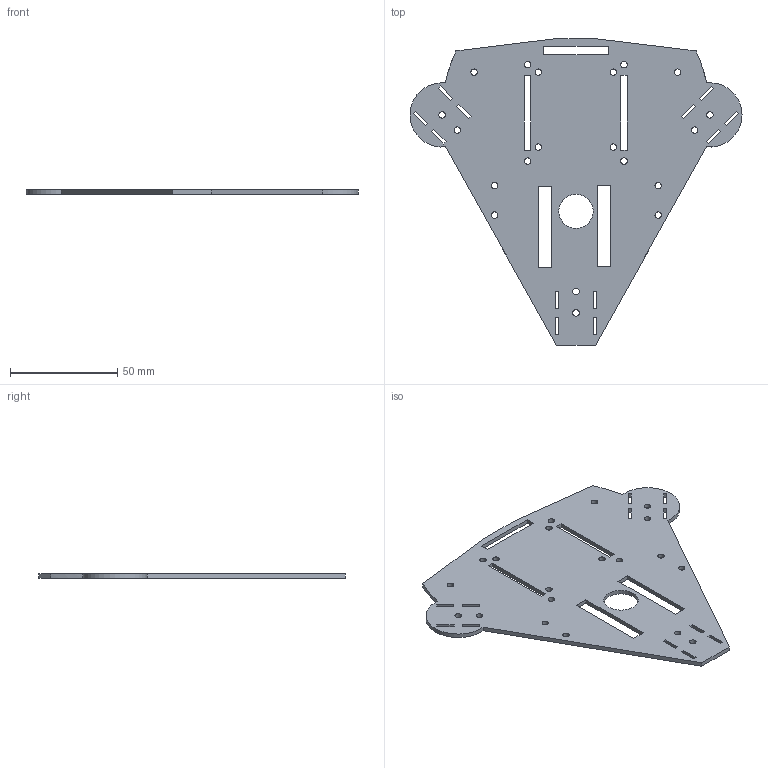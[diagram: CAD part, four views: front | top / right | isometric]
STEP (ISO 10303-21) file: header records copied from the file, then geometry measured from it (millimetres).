
FILE_DESCRIPTION(/* description */ (''),/* implementation_level */ '2;1');
FILE_NAME(/* name */ 'Dwonboard_ipt_b36babca.STEP',/* time_stamp */ '2020-09-04T09:10:55+08:00',/* author */ ('Lvzongyang'),/* organization */ (''),/* preprocessor_version */ 'ST-DEVELOPER v15.6',/* originating_system */ 'Autodesk Inventor 2015',/* authorisation */ '');
FILE_SCHEMA (('AUTOMOTIVE_DESIGN { 1 0 10303 214 3 1 1 }'));
Length unit declared in the file: millimetre
Products named in the file (1): Dwonboard
Bounding box: 155 x 142.95 x 2 mm (x, y, z)
Volume: 23512.6 mm3; surface area: 26194.5 mm2
Topology: 1 solids, 1 shells, 101 faces, 297 edges, 198 vertices
Faces by surface type: plane 76, cylinder 23, bspline 2
Full cylindrical faces by diameter (mm): 3 x20, 16 x1
Entity records: 3414 total; most frequent: CARTESIAN_POINT 586, ORIENTED_EDGE 552, DIRECTION 526, EDGE_CURVE 276, LINE 226, VECTOR 226, EDGE_LOOP 198, VERTEX_POINT 198
